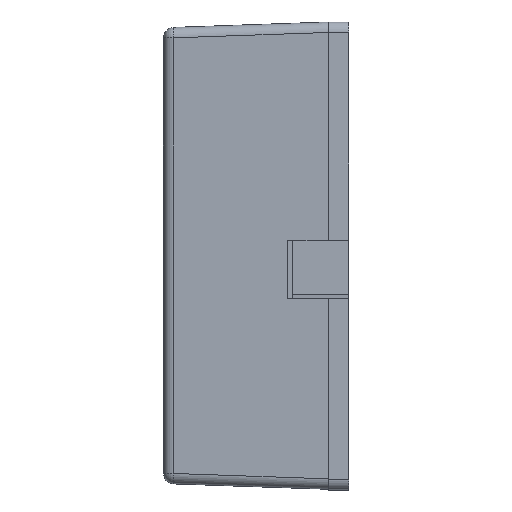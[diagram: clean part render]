
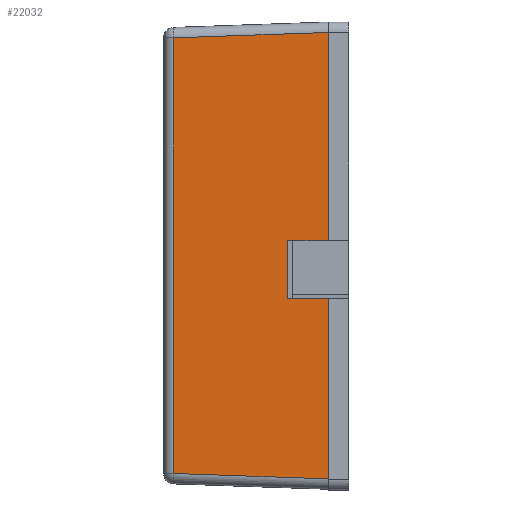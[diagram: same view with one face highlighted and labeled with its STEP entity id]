
A CAD part, left-side view. The second image highlights one B-rep face of the part: STEP entity #22032.
In plain terms, the highlighted planar face has unit normal (-0.999, 0.035, 0).
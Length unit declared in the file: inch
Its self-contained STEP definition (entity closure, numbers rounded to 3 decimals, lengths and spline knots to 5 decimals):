
#787 = PLANE ( 'NONE',  #18180 ) ;
#1096 = ORIENTED_EDGE ( 'NONE', *, *, #6721, .T. ) ;
#1160 = ORIENTED_EDGE ( 'NONE', *, *, #25106, .T. ) ;
#1408 = VERTEX_POINT ( 'NONE', #4400 ) ;
#1917 = DIRECTION ( 'NONE',  ( 0.035, 0.999, 0. ) ) ;
#2639 = EDGE_CURVE ( 'NONE', #18393, #17091, #20571, .T. ) ;
#2826 = CARTESIAN_POINT ( 'NONE',  ( -1.00605, -0.00157, -0.96108 ) ) ;
#2903 = DIRECTION ( 'NONE',  ( 0., 0., 1. ) ) ;
#2935 = VERTEX_POINT ( 'NONE', #21165 ) ;
#3611 = CARTESIAN_POINT ( 'NONE',  ( -0.98272, 0.66657, -0.98121 ) ) ;
#3686 = VERTEX_POINT ( 'NONE', #10854 ) ;
#3885 = LINE ( 'NONE', #19591, #7376 ) ;
#4400 = CARTESIAN_POINT ( 'NONE',  ( -1.006, 0., 0.064 ) ) ;
#4478 = VECTOR ( 'NONE', #21649, 39.37008 ) ;
#4897 = EDGE_CURVE ( 'NONE', #10586, #3686, #23580, .T. ) ;
#6721 = EDGE_CURVE ( 'NONE', #17091, #1408, #8251, .T. ) ;
#7219 = CARTESIAN_POINT ( 'NONE',  ( -0.99989, 0.175, -0.186 ) ) ;
#7376 = VECTOR ( 'NONE', #1917, 39.37008 ) ;
#7575 = EDGE_LOOP ( 'NONE', ( #20207, #1096, #21427, #1160, #10280, #12156, #22916, #14443 ) ) ;
#8251 = LINE ( 'NONE', #10335, #17972 ) ;
#8796 = DIRECTION ( 'NONE',  ( -0.035, -0.999, 0. ) ) ;
#9019 = DIRECTION ( 'NONE',  ( 0., 0., 1. ) ) ;
#10280 = ORIENTED_EDGE ( 'NONE', *, *, #19612, .T. ) ;
#10335 = CARTESIAN_POINT ( 'NONE',  ( -1.006, 0., 0.064 ) ) ;
#10465 = VECTOR ( 'NONE', #18454, 39.37008 ) ;
#10586 = VERTEX_POINT ( 'NONE', #12456 ) ;
#10608 = CARTESIAN_POINT ( 'NONE',  ( -1.006, 0., 0.96103 ) ) ;
#10854 = CARTESIAN_POINT ( 'NONE',  ( -1.006, 0., -0.186 ) ) ;
#10986 = CARTESIAN_POINT ( 'NONE',  ( -1.006, 0., -1.006 ) ) ;
#12156 = ORIENTED_EDGE ( 'NONE', *, *, #23758, .T. ) ;
#12276 = DIRECTION ( 'NONE',  ( -0.035, -0.999, 0. ) ) ;
#12444 = CARTESIAN_POINT ( 'NONE',  ( -0.99989, 0.175, 0.064 ) ) ;
#12456 = CARTESIAN_POINT ( 'NONE',  ( -1.006, 0., -0.96103 ) ) ;
#12709 = CARTESIAN_POINT ( 'NONE',  ( -0.98272, 0.66657, -0.93775 ) ) ;
#12720 = CARTESIAN_POINT ( 'NONE',  ( -1.00361, 0.06852, 0.95863 ) ) ;
#12734 = CARTESIAN_POINT ( 'NONE',  ( -0.99989, 0.175, -1.006 ) ) ;
#12898 = DIRECTION ( 'NONE',  ( -0.999, 0.035, 0. ) ) ;
#12906 = VECTOR ( 'NONE', #2903, 39.37008 ) ;
#13083 = LINE ( 'NONE', #12720, #14605 ) ;
#13799 = CARTESIAN_POINT ( 'NONE',  ( -1.006, 0., -1.006 ) ) ;
#14443 = ORIENTED_EDGE ( 'NONE', *, *, #19670, .T. ) ;
#14605 = VECTOR ( 'NONE', #22720, 39.37008 ) ;
#14796 = VECTOR ( 'NONE', #19704, 39.37008 ) ;
#15293 = VERTEX_POINT ( 'NONE', #12709 ) ;
#15568 = VERTEX_POINT ( 'NONE', #10608 ) ;
#16387 = CARTESIAN_POINT ( 'NONE',  ( -1.006, 0., -1.006 ) ) ;
#17056 = LINE ( 'NONE', #3611, #14796 ) ;
#17091 = VERTEX_POINT ( 'NONE', #12444 ) ;
#17358 = EDGE_CURVE ( 'NONE', #1408, #15568, #18910, .T. ) ;
#17972 = VECTOR ( 'NONE', #12276, 39.37008 ) ;
#18180 = AXIS2_PLACEMENT_3D ( 'NONE', #10986, #12898, #8796 ) ;
#18393 = VERTEX_POINT ( 'NONE', #7219 ) ;
#18447 = FACE_OUTER_BOUND ( 'NONE', #7575, .T. ) ;
#18454 = DIRECTION ( 'NONE',  ( -0.035, -0.999, -0.035 ) ) ;
#18910 = LINE ( 'NONE', #16387, #21546 ) ;
#19591 = CARTESIAN_POINT ( 'NONE',  ( -1.006, 0., -0.186 ) ) ;
#19612 = EDGE_CURVE ( 'NONE', #2935, #15293, #17056, .T. ) ;
#19670 = EDGE_CURVE ( 'NONE', #3686, #18393, #3885, .T. ) ;
#19704 = DIRECTION ( 'NONE',  ( 0., 0., -1. ) ) ;
#20207 = ORIENTED_EDGE ( 'NONE', *, *, #2639, .T. ) ;
#20571 = LINE ( 'NONE', #12734, #12906 ) ;
#21165 = CARTESIAN_POINT ( 'NONE',  ( -0.98272, 0.66657, 0.93775 ) ) ;
#21427 = ORIENTED_EDGE ( 'NONE', *, *, #17358, .T. ) ;
#21546 = VECTOR ( 'NONE', #9019, 39.37008 ) ;
#21649 = DIRECTION ( 'NONE',  ( 0., 0., 1. ) ) ;
#22032 = ADVANCED_FACE ( 'NONE', ( #18447 ), #787, .T. ) ;
#22720 = DIRECTION ( 'NONE',  ( 0.035, 0.999, -0.035 ) ) ;
#22916 = ORIENTED_EDGE ( 'NONE', *, *, #4897, .T. ) ;
#23580 = LINE ( 'NONE', #13799, #4478 ) ;
#23758 = EDGE_CURVE ( 'NONE', #15293, #10586, #24640, .T. ) ;
#24640 = LINE ( 'NONE', #2826, #10465 ) ;
#25106 = EDGE_CURVE ( 'NONE', #15568, #2935, #13083, .T. ) ;
